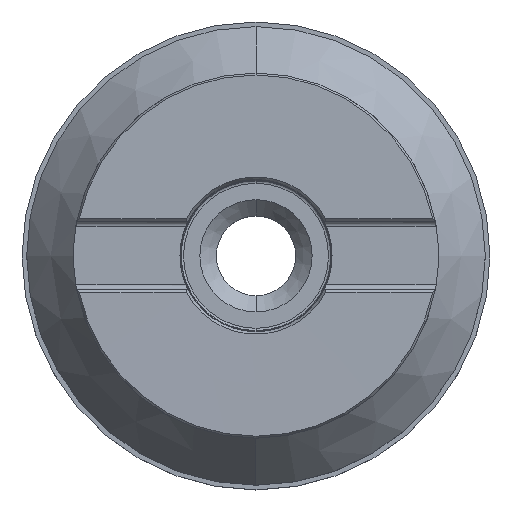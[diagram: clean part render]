
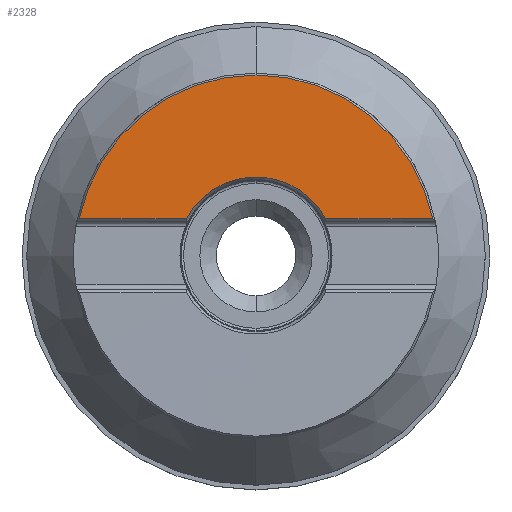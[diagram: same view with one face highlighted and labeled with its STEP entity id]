
A CAD part, top view. The second image highlights one B-rep face of the part: STEP entity #2328.
In plain terms, the highlighted conical face has half-angle 89.914 degrees and reference radius 27.702 mm.
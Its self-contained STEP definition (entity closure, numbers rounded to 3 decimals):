
#543=CARTESIAN_POINT('',(-14.854,7.867,
-0.033));
#548=CARTESIAN_POINT('',(14.854,7.867,-0.033));
#768=CARTESIAN_POINT('',(0.,0.,-0.033));
#769=DIRECTION('',(0.,0.,1.));
#770=DIRECTION('',(0.884,0.468,0.));
#771=AXIS2_PLACEMENT_3D('',#768,#769,#770);
#776=CARTESIAN_POINT('',(-37.779,7.899,
-0.001));
#777=CARTESIAN_POINT('',(-36.692,7.898,
-0.002));
#778=CARTESIAN_POINT('',(-34.633,7.895,
-0.005));
#779=CARTESIAN_POINT('',(-31.891,7.891,
-0.009));
#780=CARTESIAN_POINT('',(-29.508,7.887,
-0.013));
#781=CARTESIAN_POINT('',(-27.448,7.884,
-0.016));
#782=CARTESIAN_POINT('',(-25.653,7.882,
-0.018));
#783=CARTESIAN_POINT('',(-24.068,7.879,
-0.021));
#784=CARTESIAN_POINT('',(-22.654,7.877,
-0.023));
#785=CARTESIAN_POINT('',(-21.379,7.876,
-0.024));
#786=CARTESIAN_POINT('',(-20.22,7.874,
-0.026));
#787=CARTESIAN_POINT('',(-19.158,7.873,
-0.027));
#788=CARTESIAN_POINT('',(-18.178,7.871,
-0.029));
#789=CARTESIAN_POINT('',(-17.266,7.87,
-0.03));
#790=CARTESIAN_POINT('',(-16.413,7.869,
-0.031));
#791=CARTESIAN_POINT('',(-15.609,7.868,
-0.032));
#792=CARTESIAN_POINT('',(-15.101,7.867,
-0.033));
#793=CARTESIAN_POINT('',(-14.854,7.867,
-0.033));
#798=CARTESIAN_POINT('',(0.,0.,-0.001));
#799=DIRECTION('',(0.,0.,-1.));
#800=DIRECTION('',(-0.979,0.205,0.));
#801=AXIS2_PLACEMENT_3D('',#798,#799,#800);
#806=CARTESIAN_POINT('',(14.854,7.867,-0.033));
#807=CARTESIAN_POINT('',(15.1,7.867,-0.033));
#808=CARTESIAN_POINT('',(15.608,7.868,-0.032));
#809=CARTESIAN_POINT('',(16.41,7.869,-0.031));
#810=CARTESIAN_POINT('',(17.262,7.87,-0.03));
#811=CARTESIAN_POINT('',(18.173,7.871,-0.029));
#812=CARTESIAN_POINT('',(19.152,7.873,-0.027));
#813=CARTESIAN_POINT('',(20.214,7.874,-0.026));
#814=CARTESIAN_POINT('',(21.372,7.876,-0.024));
#815=CARTESIAN_POINT('',(22.647,7.877,-0.023));
#816=CARTESIAN_POINT('',(24.062,7.879,-0.021));
#817=CARTESIAN_POINT('',(25.648,7.882,-0.018));
#818=CARTESIAN_POINT('',(27.444,7.884,-0.016));
#819=CARTESIAN_POINT('',(29.506,7.887,-0.013));
#820=CARTESIAN_POINT('',(31.89,7.891,-0.009));
#821=CARTESIAN_POINT('',(34.634,7.895,-0.005));
#822=CARTESIAN_POINT('',(36.692,7.898,-0.002));
#823=CARTESIAN_POINT('',(37.779,7.899,-0.001));
#893=CARTESIAN_POINT('',(-37.779,7.899,
-0.001));
#914=CARTESIAN_POINT('',(37.779,7.899,-0.001));
#1744=VERTEX_POINT('',#548);
#1759=VERTEX_POINT('',#543);
#1762=VERTEX_POINT('',#914);
#1764=VERTEX_POINT('',#893);
#2316=CARTESIAN_POINT('',(0.,0.,-0.017));
#2317=DIRECTION('',(0.,0.,1.));
#2318=DIRECTION('',(0.,1.,0.));
#2319=AXIS2_PLACEMENT_3D('',#2316,#2317,#2318);
#2320=CONICAL_SURFACE('',#2319,27.702,89.914);
#2321=ORIENTED_EDGE('',*,*,#2158,.T.);
#2322=ORIENTED_EDGE('',*,*,#2311,.F.);
#2324=ORIENTED_EDGE('',*,*,#2323,.T.);
#2325=ORIENTED_EDGE('',*,*,#2294,.F.);
#2326=EDGE_LOOP('',(#2321,#2322,#2324,#2325));
#2327=FACE_OUTER_BOUND('',#2326,.F.);
#772=CIRCLE('',#771,16.808);
#794=B_SPLINE_CURVE_WITH_KNOTS('',3,(#776,#777,#778,#779,#780,#781,#782,#783,
#784,#785,#786,#787,#788,#789,#790,#791,#792,#793),.UNSPECIFIED.,.F.,.F.,(4,1,1,
1,1,1,1,1,1,1,1,1,1,1,1,4),(0.,0.067,0.133,0.2,
0.267,0.333,0.4,0.467,0.533,
0.6,0.667,0.733,0.8,0.867,
0.933,1.),.UNSPECIFIED.);
#802=CIRCLE('',#801,38.596);
#824=B_SPLINE_CURVE_WITH_KNOTS('',3,(#806,#807,#808,#809,#810,#811,#812,#813,
#814,#815,#816,#817,#818,#819,#820,#821,#822,#823),.UNSPECIFIED.,.F.,.F.,(4,1,1,
1,1,1,1,1,1,1,1,1,1,1,1,4),(0.,0.067,0.133,0.2,
0.267,0.333,0.4,0.467,0.533,
0.6,0.667,0.733,0.8,0.867,
0.933,1.),.UNSPECIFIED.);
#2158=EDGE_CURVE('',#1744,#1759,#772,.T.);
#2294=EDGE_CURVE('',#1744,#1762,#824,.T.);
#2311=EDGE_CURVE('',#1764,#1759,#794,.T.);
#2323=EDGE_CURVE('',#1764,#1762,#802,.T.);
#2328=ADVANCED_FACE('',(#2327),#2320,.F.);
